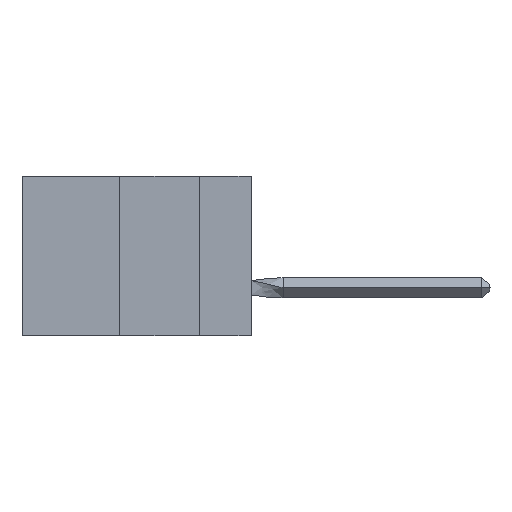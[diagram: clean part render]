
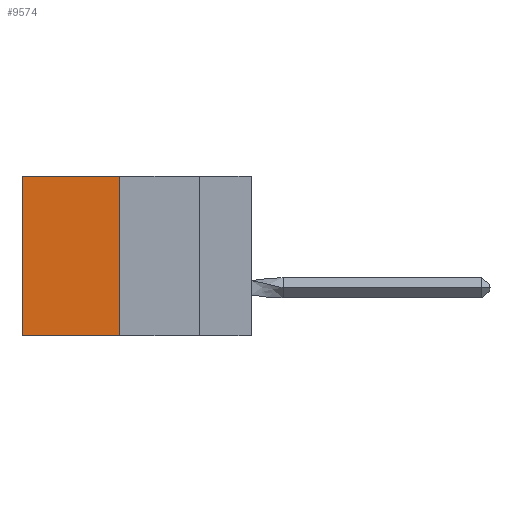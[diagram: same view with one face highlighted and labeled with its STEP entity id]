
A CAD part, left-side view. The second image highlights one B-rep face of the part: STEP entity #9574.
In plain terms, the highlighted planar face has unit normal (-1, 0, 0).
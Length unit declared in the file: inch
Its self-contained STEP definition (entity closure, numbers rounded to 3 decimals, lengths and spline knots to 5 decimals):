
#1787 = ORIENTED_EDGE ( 'NONE', *, *, #33439, .F. ) ;
#2524 = VECTOR ( 'NONE', #31534, 39.37008 ) ;
#5989 = CARTESIAN_POINT ( 'NONE',  ( 0.305, 0.413, 0. ) ) ;
#7156 = PLANE ( 'NONE',  #34649 ) ;
#9014 = ORIENTED_EDGE ( 'NONE', *, *, #30352, .T. ) ;
#9574 = ADVANCED_FACE ( 'NONE', ( #13799 ), #7156, .F. ) ;
#10119 = CARTESIAN_POINT ( 'NONE',  ( 0.305, 0.72, -0.5 ) ) ;
#10875 = ORIENTED_EDGE ( 'NONE', *, *, #26229, .F. ) ;
#12077 = VERTEX_POINT ( 'NONE', #26653 ) ;
#13799 = FACE_OUTER_BOUND ( 'NONE', #34779, .T. ) ;
#14934 = CARTESIAN_POINT ( 'NONE',  ( 0.305, 0.72, 0. ) ) ;
#16514 = VERTEX_POINT ( 'NONE', #5989 ) ;
#16736 = EDGE_CURVE ( 'NONE', #22245, #27516, #18501, .T. ) ;
#16961 = LINE ( 'NONE', #32265, #18200 ) ;
#18200 = VECTOR ( 'NONE', #29770, 39.37008 ) ;
#18501 = LINE ( 'NONE', #10119, #25345 ) ;
#21305 = LINE ( 'NONE', #28807, #2524 ) ;
#22245 = VERTEX_POINT ( 'NONE', #14934 ) ;
#24052 = VECTOR ( 'NONE', #30139, 39.37008 ) ;
#25345 = VECTOR ( 'NONE', #32046, 39.37008 ) ;
#26229 = EDGE_CURVE ( 'NONE', #12077, #27516, #28787, .T. ) ;
#26438 = DIRECTION ( 'NONE',  ( 1., 0., 0. ) ) ;
#26653 = CARTESIAN_POINT ( 'NONE',  ( 0.305, 0.413, -0.5 ) ) ;
#27373 = CARTESIAN_POINT ( 'NONE',  ( 0.305, 0.413, -0.5 ) ) ;
#27516 = VERTEX_POINT ( 'NONE', #33373 ) ;
#27812 = ORIENTED_EDGE ( 'NONE', *, *, #16736, .T. ) ;
#28787 = LINE ( 'NONE', #27373, #24052 ) ;
#28807 = CARTESIAN_POINT ( 'NONE',  ( 0.305, 0.413, -0.5 ) ) ;
#29187 = DIRECTION ( 'NONE',  ( 0., 0., -1. ) ) ;
#29770 = DIRECTION ( 'NONE',  ( 0., 1., 0. ) ) ;
#30139 = DIRECTION ( 'NONE',  ( 0., 1., 0. ) ) ;
#30352 = EDGE_CURVE ( 'NONE', #16514, #22245, #16961, .T. ) ;
#31534 = DIRECTION ( 'NONE',  ( 0., 0., -1. ) ) ;
#32046 = DIRECTION ( 'NONE',  ( 0., 0., -1. ) ) ;
#32265 = CARTESIAN_POINT ( 'NONE',  ( 0.305, 0.413, 0. ) ) ;
#33373 = CARTESIAN_POINT ( 'NONE',  ( 0.305, 0.72, -0.5 ) ) ;
#33439 = EDGE_CURVE ( 'NONE', #16514, #12077, #21305, .T. ) ;
#34546 = CARTESIAN_POINT ( 'NONE',  ( 0.305, 0.413, -0.5 ) ) ;
#34649 = AXIS2_PLACEMENT_3D ( 'NONE', #34546, #26438, #29187 ) ;
#34779 = EDGE_LOOP ( 'NONE', ( #27812, #10875, #1787, #9014 ) ) ;
